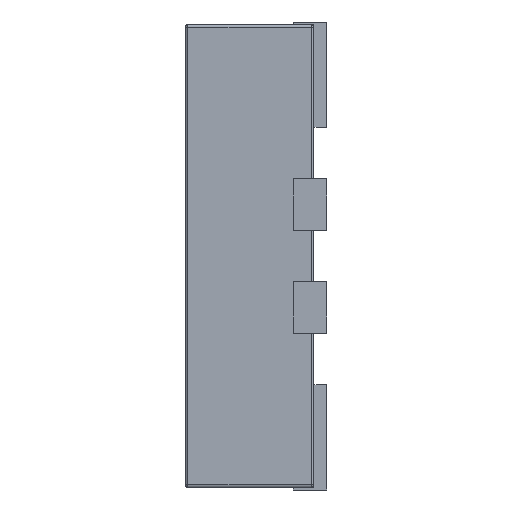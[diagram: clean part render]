
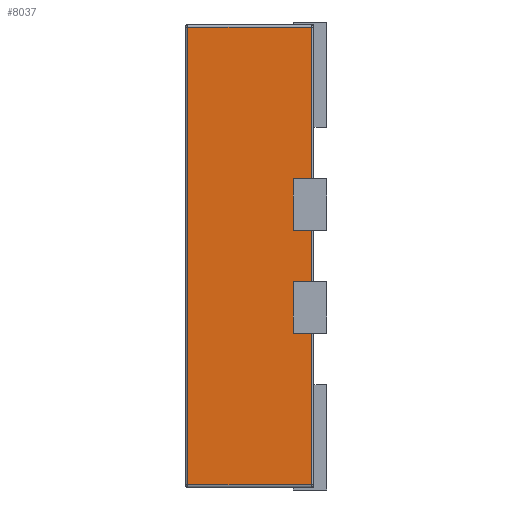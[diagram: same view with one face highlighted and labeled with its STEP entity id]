
A CAD part, left-side view. The second image highlights one B-rep face of the part: STEP entity #8037.
In plain terms, the highlighted planar face has unit normal (-1, 0, 0).
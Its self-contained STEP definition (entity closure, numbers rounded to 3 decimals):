
#114 = CARTESIAN_POINT ( 'NONE',  ( -0.7, 0.08, 0.9 ) ) ;
#221 = VECTOR ( 'NONE', #10409, 1000. ) ;
#239 = VERTEX_POINT ( 'NONE', #2858 ) ;
#282 = DIRECTION ( 'NONE',  ( 0., 0., -1. ) ) ;
#299 = CARTESIAN_POINT ( 'NONE',  ( -0.7, 0.01, -0.89 ) ) ;
#787 = EDGE_CURVE ( 'NONE', #239, #6216, #3950, .T. ) ;
#885 = DIRECTION ( 'NONE',  ( 0., 1., 0. ) ) ;
#1131 = CARTESIAN_POINT ( 'NONE',  ( -0.7, 0.01, 0.3 ) ) ;
#1182 = CARTESIAN_POINT ( 'NONE',  ( -0.7, 0.08, 0.1 ) ) ;
#1204 = LINE ( 'NONE', #8556, #3560 ) ;
#1254 = ORIENTED_EDGE ( 'NONE', *, *, #1818, .F. ) ;
#1308 = DIRECTION ( 'NONE',  ( 0., -1., 0. ) ) ;
#1361 = EDGE_CURVE ( 'NONE', #2954, #8867, #4888, .T. ) ;
#1478 = CARTESIAN_POINT ( 'NONE',  ( -0.7, 0.5, -0.3 ) ) ;
#1521 = LINE ( 'NONE', #5641, #7192 ) ;
#1702 = CARTESIAN_POINT ( 'NONE',  ( -0.7, 0.08, -0.3 ) ) ;
#1818 = EDGE_CURVE ( 'NONE', #9768, #8662, #7422, .T. ) ;
#2079 = VECTOR ( 'NONE', #4840, 1000. ) ;
#2201 = DIRECTION ( 'NONE',  ( 0., -1., 0. ) ) ;
#2202 = CARTESIAN_POINT ( 'NONE',  ( -0.7, 0.08, 0.9 ) ) ;
#2384 = CARTESIAN_POINT ( 'NONE',  ( -0.7, 0.01, 0.1 ) ) ;
#2453 = CARTESIAN_POINT ( 'NONE',  ( -0.7, 0.01, 0.9 ) ) ;
#2748 = CARTESIAN_POINT ( 'NONE',  ( -0.7, 0.49, -0.89 ) ) ;
#2858 = CARTESIAN_POINT ( 'NONE',  ( -0.7, 0.08, -0.1 ) ) ;
#2885 = VERTEX_POINT ( 'NONE', #1182 ) ;
#2954 = VERTEX_POINT ( 'NONE', #1131 ) ;
#3000 = ORIENTED_EDGE ( 'NONE', *, *, #7407, .F. ) ;
#3115 = CARTESIAN_POINT ( 'NONE',  ( -0.7, 0.08, 0.3 ) ) ;
#3560 = VECTOR ( 'NONE', #1308, 1000. ) ;
#3695 = DIRECTION ( 'NONE',  ( 0., 0., 1. ) ) ;
#3810 = LINE ( 'NONE', #1478, #10084 ) ;
#3841 = ORIENTED_EDGE ( 'NONE', *, *, #7865, .F. ) ;
#3950 = LINE ( 'NONE', #114, #221 ) ;
#4012 = CARTESIAN_POINT ( 'NONE',  ( -0.7, 0.01, -0.3 ) ) ;
#4088 = DIRECTION ( 'NONE',  ( 0., 0., -1. ) ) ;
#4147 = VECTOR ( 'NONE', #4088, 1000. ) ;
#4190 = VECTOR ( 'NONE', #9454, 1000. ) ;
#4320 = VERTEX_POINT ( 'NONE', #2384 ) ;
#4329 = DIRECTION ( 'NONE',  ( 0., 0., -1. ) ) ;
#4490 = CARTESIAN_POINT ( 'NONE',  ( -0.7, 0.49, 0. ) ) ;
#4528 = EDGE_CURVE ( 'NONE', #6640, #239, #1521, .T. ) ;
#4534 = LINE ( 'NONE', #2202, #4190 ) ;
#4660 = DIRECTION ( 'NONE',  ( 0., -1., 0. ) ) ;
#4661 = VERTEX_POINT ( 'NONE', #4012 ) ;
#4678 = ORIENTED_EDGE ( 'NONE', *, *, #5961, .F. ) ;
#4712 = ORIENTED_EDGE ( 'NONE', *, *, #1361, .F. ) ;
#4840 = DIRECTION ( 'NONE',  ( 0., 1., 0. ) ) ;
#4862 = EDGE_CURVE ( 'NONE', #4320, #6640, #6521, .T. ) ;
#4888 = LINE ( 'NONE', #8168, #2079 ) ;
#5001 = VERTEX_POINT ( 'NONE', #9519 ) ;
#5029 = CARTESIAN_POINT ( 'NONE',  ( -0.7, 0.5, -0.89 ) ) ;
#5031 = CARTESIAN_POINT ( 'NONE',  ( -0.7, 0.01, 0.9 ) ) ;
#5079 = DIRECTION ( 'NONE',  ( 0., 0., -1. ) ) ;
#5192 = LINE ( 'NONE', #9219, #7593 ) ;
#5444 = ORIENTED_EDGE ( 'NONE', *, *, #9888, .F. ) ;
#5641 = CARTESIAN_POINT ( 'NONE',  ( -0.7, 0.5, -0.1 ) ) ;
#5718 = ORIENTED_EDGE ( 'NONE', *, *, #10296, .F. ) ;
#5875 = LINE ( 'NONE', #2453, #7076 ) ;
#5917 = VECTOR ( 'NONE', #3695, 1000. ) ;
#5961 = EDGE_CURVE ( 'NONE', #6216, #4661, #3810, .T. ) ;
#6013 = LINE ( 'NONE', #10255, #8240 ) ;
#6014 = PLANE ( 'NONE',  #7583 ) ;
#6194 = VERTEX_POINT ( 'NONE', #8543 ) ;
#6216 = VERTEX_POINT ( 'NONE', #1702 ) ;
#6521 = LINE ( 'NONE', #5031, #4147 ) ;
#6640 = VERTEX_POINT ( 'NONE', #8151 ) ;
#6762 = ORIENTED_EDGE ( 'NONE', *, *, #10218, .F. ) ;
#6972 = ORIENTED_EDGE ( 'NONE', *, *, #787, .F. ) ;
#7076 = VECTOR ( 'NONE', #5079, 1000. ) ;
#7192 = VECTOR ( 'NONE', #885, 1000. ) ;
#7407 = EDGE_CURVE ( 'NONE', #6194, #5001, #6013, .T. ) ;
#7422 = LINE ( 'NONE', #5029, #9532 ) ;
#7464 = LINE ( 'NONE', #4490, #5917 ) ;
#7476 = DIRECTION ( 'NONE',  ( 0., 1., 0. ) ) ;
#7554 = CARTESIAN_POINT ( 'NONE',  ( -0.7, 0.5, 0.9 ) ) ;
#7583 = AXIS2_PLACEMENT_3D ( 'NONE', #7554, #9030, #4329 ) ;
#7593 = VECTOR ( 'NONE', #282, 1000. ) ;
#7865 = EDGE_CURVE ( 'NONE', #4661, #9768, #5875, .T. ) ;
#8037 = ADVANCED_FACE ( 'NONE', ( #10036 ), #6014, .F. ) ;
#8141 = EDGE_CURVE ( 'NONE', #8867, #2885, #4534, .T. ) ;
#8151 = CARTESIAN_POINT ( 'NONE',  ( -0.7, 0.01, -0.1 ) ) ;
#8168 = CARTESIAN_POINT ( 'NONE',  ( -0.7, 0.5, 0.3 ) ) ;
#8240 = VECTOR ( 'NONE', #2201, 1000. ) ;
#8384 = ORIENTED_EDGE ( 'NONE', *, *, #4862, .F. ) ;
#8543 = CARTESIAN_POINT ( 'NONE',  ( -0.7, 0.49, 0.89 ) ) ;
#8556 = CARTESIAN_POINT ( 'NONE',  ( -0.7, 0.5, 0.1 ) ) ;
#8662 = VERTEX_POINT ( 'NONE', #2748 ) ;
#8867 = VERTEX_POINT ( 'NONE', #3115 ) ;
#8923 = ORIENTED_EDGE ( 'NONE', *, *, #8141, .F. ) ;
#9030 = DIRECTION ( 'NONE',  ( 1., 0., 0. ) ) ;
#9219 = CARTESIAN_POINT ( 'NONE',  ( -0.7, 0.01, 0.9 ) ) ;
#9262 = EDGE_LOOP ( 'NONE', ( #8923, #4712, #5444, #3000, #5718, #1254, #3841, #4678, #6972, #9379, #8384, #6762 ) ) ;
#9379 = ORIENTED_EDGE ( 'NONE', *, *, #4528, .F. ) ;
#9454 = DIRECTION ( 'NONE',  ( 0., 0., -1. ) ) ;
#9519 = CARTESIAN_POINT ( 'NONE',  ( -0.7, 0.01, 0.89 ) ) ;
#9532 = VECTOR ( 'NONE', #7476, 1000. ) ;
#9768 = VERTEX_POINT ( 'NONE', #299 ) ;
#9888 = EDGE_CURVE ( 'NONE', #5001, #2954, #5192, .T. ) ;
#10036 = FACE_OUTER_BOUND ( 'NONE', #9262, .T. ) ;
#10084 = VECTOR ( 'NONE', #4660, 1000. ) ;
#10218 = EDGE_CURVE ( 'NONE', #2885, #4320, #1204, .T. ) ;
#10255 = CARTESIAN_POINT ( 'NONE',  ( -0.7, 0.5, 0.89 ) ) ;
#10296 = EDGE_CURVE ( 'NONE', #8662, #6194, #7464, .T. ) ;
#10409 = DIRECTION ( 'NONE',  ( 0., 0., -1. ) ) ;
